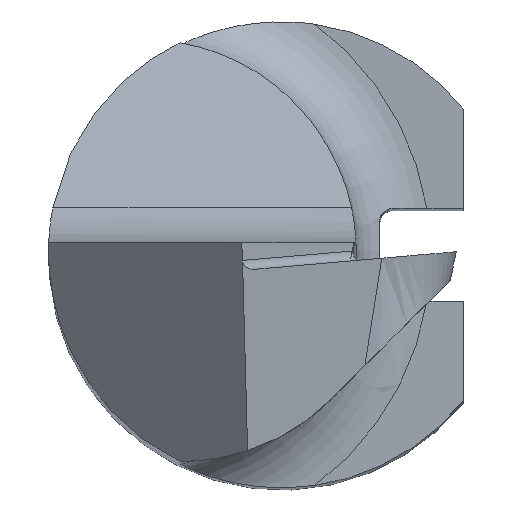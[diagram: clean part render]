
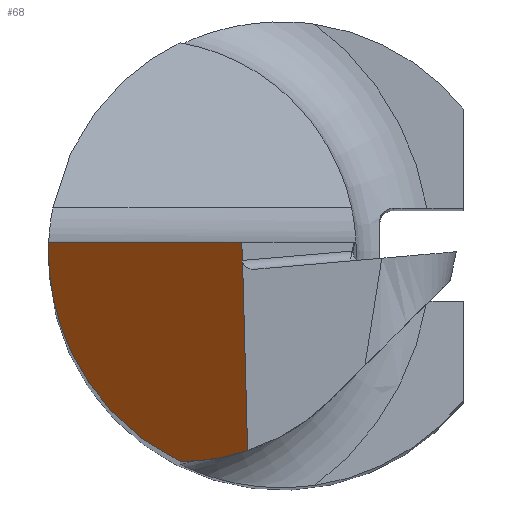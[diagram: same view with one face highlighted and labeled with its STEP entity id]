
A CAD part, top view. The second image highlights one B-rep face of the part: STEP entity #68.
In plain terms, the highlighted planar face has unit normal (-0.706, -0.052, 0.706).
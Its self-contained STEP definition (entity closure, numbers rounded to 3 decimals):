
#6 = ORIENTED_EDGE ( 'NONE', *, *, #861, .F. ) ;
#25 = CARTESIAN_POINT ( 'NONE',  ( -2.498, 0.1, 32.893 ) ) ;
#39 = CARTESIAN_POINT ( 'NONE',  ( -2.539, -0.924, 32.776 ) ) ;
#56 = LINE ( 'NONE', #165, #833 ) ;
#68 = ADVANCED_FACE ( 'NONE', ( #1096 ), #1196, .T. ) ;
#75 = ORIENTED_EDGE ( 'NONE', *, *, #1396, .F. ) ;
#91 = DIRECTION ( 'NONE',  ( 0.032, -0.999, -0.042 ) ) ;
#165 = CARTESIAN_POINT ( 'NONE',  ( -0.424, 0.1, 34.967 ) ) ;
#198 = ORIENTED_EDGE ( 'NONE', *, *, #738, .F. ) ;
#219 = VERTEX_POINT ( 'NONE', #925 ) ;
#254 = CARTESIAN_POINT ( 'NONE',  ( -0.365, -2.135, 34.861 ) ) ;
#327 = CARTESIAN_POINT ( 'NONE',  ( -0.424, 0.1, 34.967 ) ) ;
#350 = EDGE_CURVE ( 'NONE', #1140, #905, #56, .T. ) ;
#354 = DIRECTION ( 'NONE',  ( 0.027, -0.999, -0.047 ) ) ;
#433 = CARTESIAN_POINT ( 'NONE',  ( -0.42, -0.108, 34.956 ) ) ;
#434 = VECTOR ( 'NONE', #91, 1000. ) ;
#443 = CARTESIAN_POINT ( 'NONE',  ( -0.421, -0.095, 34.956 ) ) ;
#496 = DIRECTION ( 'NONE',  ( -0.707, 0., -0.707 ) ) ;
#501 = CARTESIAN_POINT ( 'NONE',  ( -2.012, -1.803, 33.238 ) ) ;
#511 = EDGE_CURVE ( 'NONE', #219, #580, #1406, .T. ) ;
#550 = CARTESIAN_POINT ( 'NONE',  ( -0.427, 0.1, 34.964 ) ) ;
#568 = EDGE_LOOP ( 'NONE', ( #6, #1067, #572, #198, #979, #75 ) ) ;
#572 = ORIENTED_EDGE ( 'NONE', *, *, #511, .F. ) ;
#580 = VERTEX_POINT ( 'NONE', #1017 ) ;
#606 = LINE ( 'NONE', #1267, #755 ) ;
#609 = CARTESIAN_POINT ( 'NONE',  ( -0.599, -2.212, 34.621 ) ) ;
#631 = AXIS2_PLACEMENT_3D ( 'NONE', #327, #984, #882 ) ;
#697 = CARTESIAN_POINT ( 'NONE',  ( -0.843, -2.251, 34.374 ) ) ;
#738 = EDGE_CURVE ( 'NONE', #1140, #219, #962, .T. ) ;
#755 = VECTOR ( 'NONE', #354, 1000. ) ;
#813 = CARTESIAN_POINT ( 'NONE',  ( -1.09, -2.25, 34.127 ) ) ;
#818 = CARTESIAN_POINT ( 'NONE',  ( -1.09, -2.25, 34.127 ) ) ;
#833 = VECTOR ( 'NONE', #496, 1000. ) ;
#855 = CARTESIAN_POINT ( 'NONE',  ( -0.421, -0.103, 34.955 ) ) ;
#861 = EDGE_CURVE ( 'NONE', #1393, #1241, #1108, .T. ) ;
#881 = CARTESIAN_POINT ( 'NONE',  ( -0.419, -0.115, 34.956 ) ) ;
#882 = DIRECTION ( 'NONE',  ( 0.707, 0., 0.707 ) ) ;
#905 = VERTEX_POINT ( 'NONE', #1410 ) ;
#925 = CARTESIAN_POINT ( 'NONE',  ( -0.421, -0.095, 34.956 ) ) ;
#962 = LINE ( 'NONE', #855, #434 ) ;
#979 = ORIENTED_EDGE ( 'NONE', *, *, #350, .T. ) ;
#984 = DIRECTION ( 'NONE',  ( -0.706, -0.052, 0.706 ) ) ;
#988 =( BOUNDED_CURVE ( )  B_SPLINE_CURVE ( 3, ( #1034, #501, #39, #25 ),
 .UNSPECIFIED., .F., .F. ) 
 B_SPLINE_CURVE_WITH_KNOTS ( ( 4, 4 ),
 ( 5.237, 6.397 ),
 .UNSPECIFIED. ) 
 CURVE ( )  GEOMETRIC_REPRESENTATION_ITEM ( )  RATIONAL_B_SPLINE_CURVE ( ( 1., 0.891, 0.891, 1. ) ) 
 REPRESENTATION_ITEM ( '' )  );
#1017 = CARTESIAN_POINT ( 'NONE',  ( -0.419, -0.115, 34.956 ) ) ;
#1034 = CARTESIAN_POINT ( 'NONE',  ( -1.09, -2.25, 34.127 ) ) ;
#1067 = ORIENTED_EDGE ( 'NONE', *, *, #1175, .F. ) ;
#1096 = FACE_OUTER_BOUND ( 'NONE', #568, .T. ) ;
#1108 =( BOUNDED_CURVE ( )  B_SPLINE_CURVE ( 3, ( #254, #609, #697, #813 ),
 .UNSPECIFIED., .F., .F. ) 
 B_SPLINE_CURVE_WITH_KNOTS ( ( 4, 4 ),
 ( 1.326, 1.649 ),
 .UNSPECIFIED. ) 
 CURVE ( )  GEOMETRIC_REPRESENTATION_ITEM ( )  RATIONAL_B_SPLINE_CURVE ( ( 1., 0.991, 0.991, 1. ) ) 
 REPRESENTATION_ITEM ( '' )  );
#1140 = VERTEX_POINT ( 'NONE', #550 ) ;
#1153 = CARTESIAN_POINT ( 'NONE',  ( -0.365, -2.135, 34.861 ) ) ;
#1175 = EDGE_CURVE ( 'NONE', #580, #1393, #606, .T. ) ;
#1196 = PLANE ( 'NONE',  #631 ) ;
#1200 = CARTESIAN_POINT ( 'NONE',  ( -0.421, -0.101, 34.956 ) ) ;
#1241 = VERTEX_POINT ( 'NONE', #818 ) ;
#1267 = CARTESIAN_POINT ( 'NONE',  ( -0.423, 0.062, 34.965 ) ) ;
#1393 = VERTEX_POINT ( 'NONE', #1153 ) ;
#1396 = EDGE_CURVE ( 'NONE', #1241, #905, #988, .T. ) ;
#1406 =( BOUNDED_CURVE ( )  B_SPLINE_CURVE ( 3, ( #443, #1200, #433, #881 ),
 .UNSPECIFIED., .F., .F. ) 
 B_SPLINE_CURVE_WITH_KNOTS ( ( 4, 4 ),
 ( 3.15, 3.356 ),
 .UNSPECIFIED. ) 
 CURVE ( )  GEOMETRIC_REPRESENTATION_ITEM ( )  RATIONAL_B_SPLINE_CURVE ( ( 1., 0.996, 0.996, 1. ) ) 
 REPRESENTATION_ITEM ( '' )  );
#1410 = CARTESIAN_POINT ( 'NONE',  ( -2.498, 0.1, 32.893 ) ) ;
